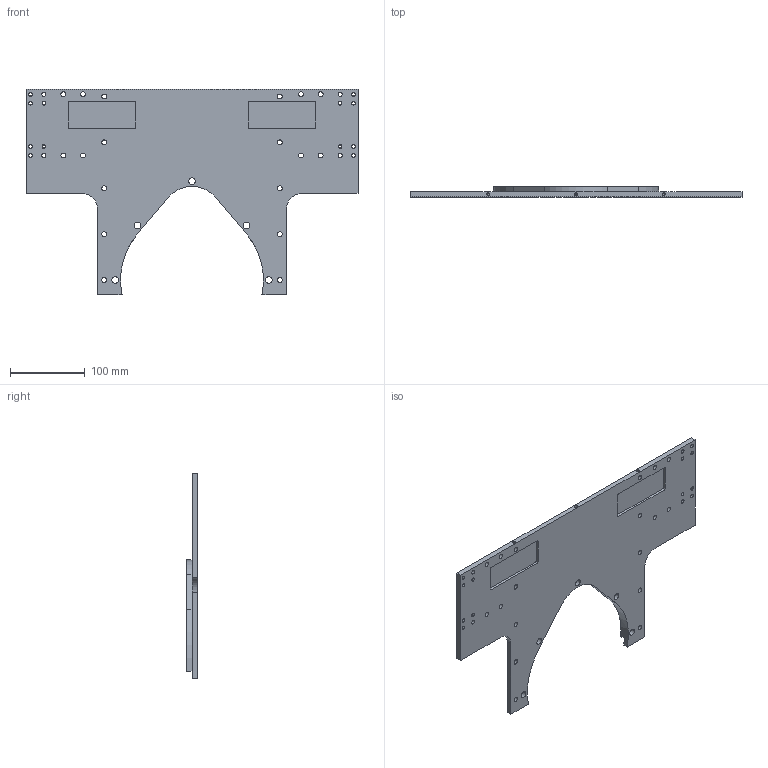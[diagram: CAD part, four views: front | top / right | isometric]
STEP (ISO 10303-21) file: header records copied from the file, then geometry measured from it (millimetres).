
FILE_DESCRIPTION((''),'2;1');
FILE_NAME('3-019','2022-01-09T15:19:04',('Y'),('FoxCAVITY'),'CREO PARAMETRIC BY PTC INC, 2020454','CREO PARAMETRIC BY PTC INC, 2020454','');
FILE_SCHEMA(('CONFIG_CONTROL_DESIGN'));
Length unit declared in the file: millimetre
Products named in the file (1): 3-019
Bounding box: 445 x 14 x 276 mm (x, y, z)
Volume: 540397.4 mm3; surface area: 177178 mm2
Topology: 1 solids, 16 shells, 161 faces, 468 edges, 311 vertices
Faces by surface type: cylinder 130, plane 29, cone 2
Entity records: 5746 total; most frequent: CARTESIAN_POINT 1091, DIRECTION 1038, ORIENTED_EDGE 872, EDGE_CURVE 466, AXIS2_PLACEMENT_3D 418, VERTEX_POINT 311, CIRCLE 256, EDGE_LOOP 247
